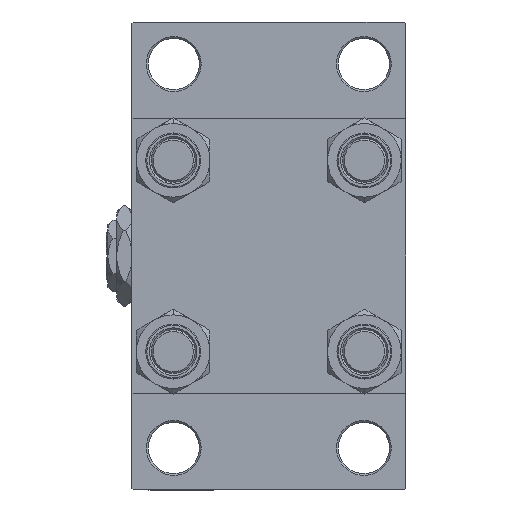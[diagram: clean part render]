
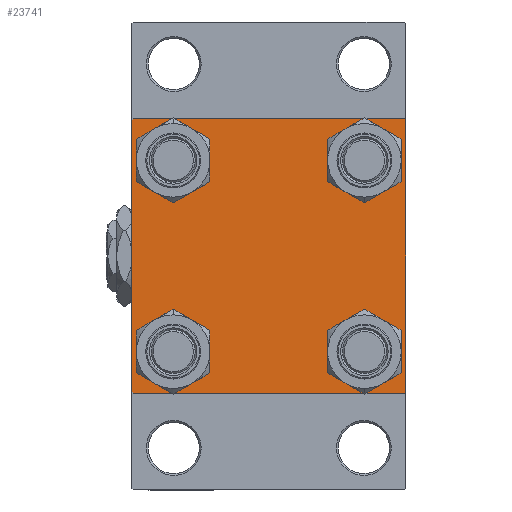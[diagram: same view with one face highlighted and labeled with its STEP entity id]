
A CAD part, left-side view. The second image highlights one B-rep face of the part: STEP entity #23741.
In plain terms, the highlighted planar face has unit normal (-1, 0, 0).
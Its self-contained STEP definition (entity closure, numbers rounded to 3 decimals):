
#84 = VERTEX_POINT ( 'NONE', #43273 ) ;
#986 = CARTESIAN_POINT ( 'NONE',  ( 0., -37.5, -37. ) ) ;
#1023 = PLANE ( 'NONE',  #9450 ) ;
#1267 = CARTESIAN_POINT ( 'NONE',  ( 0., 26.15, -19.65 ) ) ;
#2405 = DIRECTION ( 'NONE',  ( 0., -0.707, -0.707 ) ) ;
#3111 = AXIS2_PLACEMENT_3D ( 'NONE', #16451, #43185, #16946 ) ;
#3973 = ORIENTED_EDGE ( 'NONE', *, *, #42973, .T. ) ;
#4004 = CARTESIAN_POINT ( 'NONE',  ( 0., 26.15, 19.65 ) ) ;
#4577 = CARTESIAN_POINT ( 'NONE',  ( 0., -26.15, 26.15 ) ) ;
#4615 = CIRCLE ( 'NONE', #16450, 6.5 ) ;
#4753 = FACE_BOUND ( 'NONE', #10472, .T. ) ;
#5186 = CARTESIAN_POINT ( 'NONE',  ( 0., -26.15, 26.15 ) ) ;
#5395 = ORIENTED_EDGE ( 'NONE', *, *, #31683, .T. ) ;
#5632 = DIRECTION ( 'NONE',  ( 0., 0., -1. ) ) ;
#5679 = DIRECTION ( 'NONE',  ( 0., 0., 1. ) ) ;
#5800 = CARTESIAN_POINT ( 'NONE',  ( 0., 26.15, 26.15 ) ) ;
#6036 = VECTOR ( 'NONE', #2405, 1000. ) ;
#6107 = VECTOR ( 'NONE', #29282, 1000. ) ;
#6484 = VERTEX_POINT ( 'NONE', #986 ) ;
#6493 = EDGE_LOOP ( 'NONE', ( #28232, #39615 ) ) ;
#7414 = EDGE_CURVE ( 'NONE', #27224, #26214, #18662, .T. ) ;
#7754 = VERTEX_POINT ( 'NONE', #9345 ) ;
#7850 = CIRCLE ( 'NONE', #3111, 6.5 ) ;
#8142 = DIRECTION ( 'NONE',  ( 1., 0., 0. ) ) ;
#8244 = LINE ( 'NONE', #20615, #17126 ) ;
#8647 = DIRECTION ( 'NONE',  ( 1., 0., 0. ) ) ;
#8718 = DIRECTION ( 'NONE',  ( 0., 0., 1. ) ) ;
#9127 = CARTESIAN_POINT ( 'NONE',  ( 0., 37.5, -37. ) ) ;
#9289 = LINE ( 'NONE', #17201, #32418 ) ;
#9345 = CARTESIAN_POINT ( 'NONE',  ( 0., -26.15, 19.65 ) ) ;
#9450 = AXIS2_PLACEMENT_3D ( 'NONE', #34702, #28012, #8718 ) ;
#9534 = DIRECTION ( 'NONE',  ( 0., 0., -1. ) ) ;
#9645 = EDGE_CURVE ( 'NONE', #46948, #6484, #22178, .T. ) ;
#9812 = AXIS2_PLACEMENT_3D ( 'NONE', #31162, #8142, #46013 ) ;
#9962 = EDGE_LOOP ( 'NONE', ( #47534, #5395 ) ) ;
#9979 = LINE ( 'NONE', #25086, #6107 ) ;
#10218 = AXIS2_PLACEMENT_3D ( 'NONE', #4577, #19668, #34775 ) ;
#10472 = EDGE_LOOP ( 'NONE', ( #41526, #48521 ) ) ;
#11121 = CARTESIAN_POINT ( 'NONE',  ( 0., 26.15, -32.65 ) ) ;
#11513 = CARTESIAN_POINT ( 'NONE',  ( 0., -37.25, -37.25 ) ) ;
#11920 = EDGE_LOOP ( 'NONE', ( #25478, #46230 ) ) ;
#12077 = VERTEX_POINT ( 'NONE', #39299 ) ;
#12319 = ORIENTED_EDGE ( 'NONE', *, *, #40539, .T. ) ;
#12565 = LINE ( 'NONE', #30895, #29720 ) ;
#12665 = FACE_BOUND ( 'NONE', #9962, .T. ) ;
#13222 = VECTOR ( 'NONE', #37516, 1000. ) ;
#13585 = CARTESIAN_POINT ( 'NONE',  ( 0., 26.15, -26.15 ) ) ;
#14804 = VERTEX_POINT ( 'NONE', #1267 ) ;
#16121 = CIRCLE ( 'NONE', #9812, 6.5 ) ;
#16126 = FACE_OUTER_BOUND ( 'NONE', #31462, .T. ) ;
#16131 = DIRECTION ( 'NONE',  ( 1., 0., 0. ) ) ;
#16375 = AXIS2_PLACEMENT_3D ( 'NONE', #31174, #8647, #34629 ) ;
#16450 = AXIS2_PLACEMENT_3D ( 'NONE', #13585, #17790, #5679 ) ;
#16451 = CARTESIAN_POINT ( 'NONE',  ( 0., -26.15, -26.15 ) ) ;
#16776 = AXIS2_PLACEMENT_3D ( 'NONE', #5800, #20896, #17182 ) ;
#16830 = ORIENTED_EDGE ( 'NONE', *, *, #40435, .T. ) ;
#16946 = DIRECTION ( 'NONE',  ( 0., 0., 1. ) ) ;
#17126 = VECTOR ( 'NONE', #43631, 1000. ) ;
#17182 = DIRECTION ( 'NONE',  ( 0., 0., 1. ) ) ;
#17201 = CARTESIAN_POINT ( 'NONE',  ( 0., 37.5, 37.5 ) ) ;
#17790 = DIRECTION ( 'NONE',  ( 1., 0., 0. ) ) ;
#17991 = CARTESIAN_POINT ( 'NONE',  ( 0., 37.25, -37.25 ) ) ;
#18662 = CIRCLE ( 'NONE', #46337, 6.5 ) ;
#19668 = DIRECTION ( 'NONE',  ( 1., 0., 0. ) ) ;
#19806 = EDGE_CURVE ( 'NONE', #22207, #7754, #46588, .T. ) ;
#19846 = EDGE_CURVE ( 'NONE', #84, #47959, #7850, .T. ) ;
#20524 = CARTESIAN_POINT ( 'NONE',  ( 0., -37., -37.5 ) ) ;
#20615 = CARTESIAN_POINT ( 'NONE',  ( 0., 37.5, -37.5 ) ) ;
#20896 = DIRECTION ( 'NONE',  ( 1., 0., 0. ) ) ;
#21497 = CARTESIAN_POINT ( 'NONE',  ( 0., 37.5, 37.5 ) ) ;
#21570 = CIRCLE ( 'NONE', #47673, 6.5 ) ;
#21718 = CARTESIAN_POINT ( 'NONE',  ( 0., 37., 37.5 ) ) ;
#22178 = LINE ( 'NONE', #11513, #13222 ) ;
#22207 = VERTEX_POINT ( 'NONE', #36769 ) ;
#23741 = ADVANCED_FACE ( 'NONE', ( #12665, #4753, #34940, #42867, #16126 ), #1023, .T. ) ;
#23951 = CARTESIAN_POINT ( 'NONE',  ( 0., -37.5, 37. ) ) ;
#23976 = ORIENTED_EDGE ( 'NONE', *, *, #27525, .F. ) ;
#24003 = EDGE_CURVE ( 'NONE', #24136, #39366, #9289, .T. ) ;
#24136 = VERTEX_POINT ( 'NONE', #34478 ) ;
#24283 = CARTESIAN_POINT ( 'NONE',  ( 0., -37., 37.5 ) ) ;
#24338 = VECTOR ( 'NONE', #32650, 1000. ) ;
#24692 = LINE ( 'NONE', #46980, #38827 ) ;
#25086 = CARTESIAN_POINT ( 'NONE',  ( 0., 37.25, 37.25 ) ) ;
#25470 = CIRCLE ( 'NONE', #16776, 6.5 ) ;
#25478 = ORIENTED_EDGE ( 'NONE', *, *, #7414, .T. ) ;
#26214 = VERTEX_POINT ( 'NONE', #4004 ) ;
#26662 = CARTESIAN_POINT ( 'NONE',  ( 0., -26.15, -32.65 ) ) ;
#27224 = VERTEX_POINT ( 'NONE', #43064 ) ;
#27525 = EDGE_CURVE ( 'NONE', #37189, #6484, #24692, .T. ) ;
#27618 = ORIENTED_EDGE ( 'NONE', *, *, #44645, .F. ) ;
#28012 = DIRECTION ( 'NONE',  ( -1., 0., 0. ) ) ;
#28232 = ORIENTED_EDGE ( 'NONE', *, *, #43570, .T. ) ;
#28496 = ORIENTED_EDGE ( 'NONE', *, *, #41272, .T. ) ;
#29282 = DIRECTION ( 'NONE',  ( 0., 0.707, -0.707 ) ) ;
#29720 = VECTOR ( 'NONE', #35332, 1000. ) ;
#30418 = EDGE_CURVE ( 'NONE', #26214, #27224, #25470, .T. ) ;
#30895 = CARTESIAN_POINT ( 'NONE',  ( 0., -37.25, 37.25 ) ) ;
#31162 = CARTESIAN_POINT ( 'NONE',  ( 0., -26.15, -26.15 ) ) ;
#31174 = CARTESIAN_POINT ( 'NONE',  ( 0., 26.15, -26.15 ) ) ;
#31188 = DIRECTION ( 'NONE',  ( 0., 0., 1. ) ) ;
#31462 = EDGE_LOOP ( 'NONE', ( #42296, #12319, #28496, #35110, #23976, #16830, #27618, #3973 ) ) ;
#31683 = EDGE_CURVE ( 'NONE', #7754, #22207, #21570, .T. ) ;
#32418 = VECTOR ( 'NONE', #9534, 1000. ) ;
#32650 = DIRECTION ( 'NONE',  ( 0., -1., 0. ) ) ;
#33161 = VERTEX_POINT ( 'NONE', #21718 ) ;
#34478 = CARTESIAN_POINT ( 'NONE',  ( 0., 37.5, 37. ) ) ;
#34629 = DIRECTION ( 'NONE',  ( 0., 0., 1. ) ) ;
#34702 = CARTESIAN_POINT ( 'NONE',  ( 0., 0., 0. ) ) ;
#34775 = DIRECTION ( 'NONE',  ( 0., 0., 1. ) ) ;
#34940 = FACE_BOUND ( 'NONE', #6493, .T. ) ;
#35110 = ORIENTED_EDGE ( 'NONE', *, *, #9645, .T. ) ;
#35332 = DIRECTION ( 'NONE',  ( 0., 0.707, 0.707 ) ) ;
#35882 = DIRECTION ( 'NONE',  ( 1., 0., 0. ) ) ;
#36173 = CIRCLE ( 'NONE', #16375, 6.5 ) ;
#36360 = LINE ( 'NONE', #21497, #24338 ) ;
#36769 = CARTESIAN_POINT ( 'NONE',  ( 0., -26.15, 32.65 ) ) ;
#37189 = VERTEX_POINT ( 'NONE', #23951 ) ;
#37516 = DIRECTION ( 'NONE',  ( 0., -0.707, 0.707 ) ) ;
#38827 = VECTOR ( 'NONE', #5632, 1000. ) ;
#39001 = VERTEX_POINT ( 'NONE', #24283 ) ;
#39125 = VERTEX_POINT ( 'NONE', #11121 ) ;
#39224 = EDGE_CURVE ( 'NONE', #47959, #84, #16121, .T. ) ;
#39299 = CARTESIAN_POINT ( 'NONE',  ( 0., 37., -37.5 ) ) ;
#39366 = VERTEX_POINT ( 'NONE', #9127 ) ;
#39615 = ORIENTED_EDGE ( 'NONE', *, *, #45530, .T. ) ;
#40435 = EDGE_CURVE ( 'NONE', #37189, #39001, #12565, .T. ) ;
#40539 = EDGE_CURVE ( 'NONE', #39366, #12077, #40750, .T. ) ;
#40750 = LINE ( 'NONE', #17991, #6036 ) ;
#41272 = EDGE_CURVE ( 'NONE', #12077, #46948, #8244, .T. ) ;
#41526 = ORIENTED_EDGE ( 'NONE', *, *, #19846, .T. ) ;
#42296 = ORIENTED_EDGE ( 'NONE', *, *, #24003, .T. ) ;
#42867 = FACE_BOUND ( 'NONE', #11920, .T. ) ;
#42973 = EDGE_CURVE ( 'NONE', #33161, #24136, #9979, .T. ) ;
#43064 = CARTESIAN_POINT ( 'NONE',  ( 0., 26.15, 32.65 ) ) ;
#43185 = DIRECTION ( 'NONE',  ( 1., 0., 0. ) ) ;
#43273 = CARTESIAN_POINT ( 'NONE',  ( 0., -26.15, -19.65 ) ) ;
#43570 = EDGE_CURVE ( 'NONE', #14804, #39125, #36173, .T. ) ;
#43631 = DIRECTION ( 'NONE',  ( 0., -1., 0. ) ) ;
#44645 = EDGE_CURVE ( 'NONE', #33161, #39001, #36360, .T. ) ;
#45530 = EDGE_CURVE ( 'NONE', #39125, #14804, #4615, .T. ) ;
#46013 = DIRECTION ( 'NONE',  ( 0., 0., 1. ) ) ;
#46098 = CARTESIAN_POINT ( 'NONE',  ( 0., 26.15, 26.15 ) ) ;
#46230 = ORIENTED_EDGE ( 'NONE', *, *, #30418, .T. ) ;
#46337 = AXIS2_PLACEMENT_3D ( 'NONE', #46098, #16131, #46599 ) ;
#46588 = CIRCLE ( 'NONE', #10218, 6.5 ) ;
#46599 = DIRECTION ( 'NONE',  ( 0., 0., 1. ) ) ;
#46948 = VERTEX_POINT ( 'NONE', #20524 ) ;
#46980 = CARTESIAN_POINT ( 'NONE',  ( 0., -37.5, 37.5 ) ) ;
#47534 = ORIENTED_EDGE ( 'NONE', *, *, #19806, .T. ) ;
#47673 = AXIS2_PLACEMENT_3D ( 'NONE', #5186, #35882, #31188 ) ;
#47959 = VERTEX_POINT ( 'NONE', #26662 ) ;
#48521 = ORIENTED_EDGE ( 'NONE', *, *, #39224, .T. ) ;
